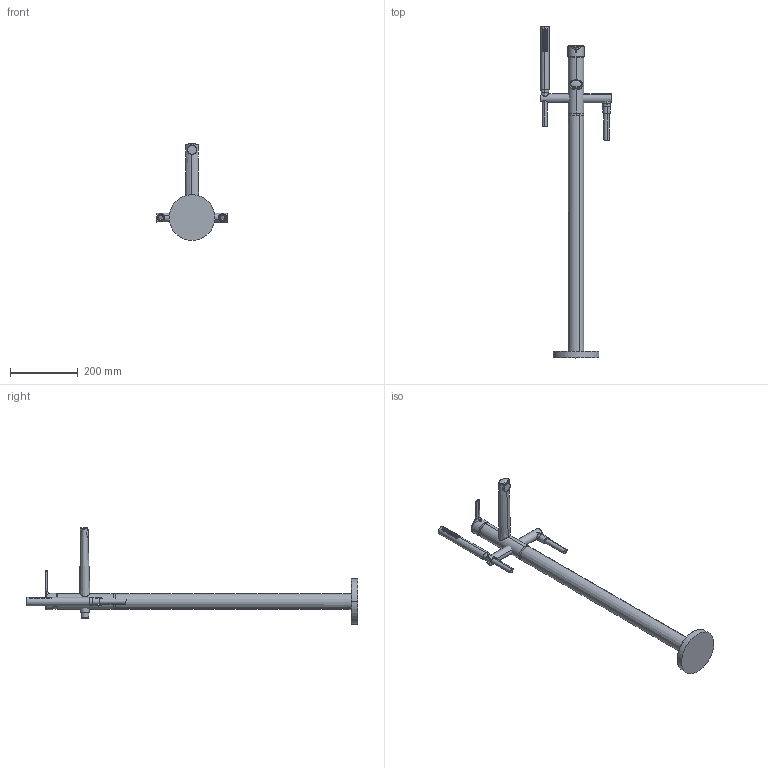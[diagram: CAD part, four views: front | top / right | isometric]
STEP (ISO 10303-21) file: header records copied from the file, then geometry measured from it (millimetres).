
FILE_DESCRIPTION (( 'STEP AP203' ), '1' );
FILE_NAME ('03422073.STEP', '2018-05-04T04:24:42', ( '' ), ( '' ), 'SwSTEP 2.0', 'SolidWorks 2016', '' );
FILE_SCHEMA (( 'CONFIG_CONTROL_DESIGN' ));
Length unit declared in the file: millimetre
Products named in the file (1): 03422073
Bounding box: 210 x 979.2 x 286.05 mm (x, y, z)
Volume: 2298753.5 mm3; surface area: 265879.4 mm2
Topology: 16 solids, 16 shells, 257 faces, 546 edges, 375 vertices
Faces by surface type: cylinder 101, bspline 74, plane 33, cone 24, torus 19, sphere 6
Entity records: 16860 total; most frequent: CARTESIAN_POINT 11899, ORIENTED_EDGE 1064, DIRECTION 779, EDGE_CURVE 532, VERTEX_POINT 369, AXIS2_PLACEMENT_3D 347, EDGE_LOOP 319, B_SPLINE_CURVE_WITH_KNOTS 281
